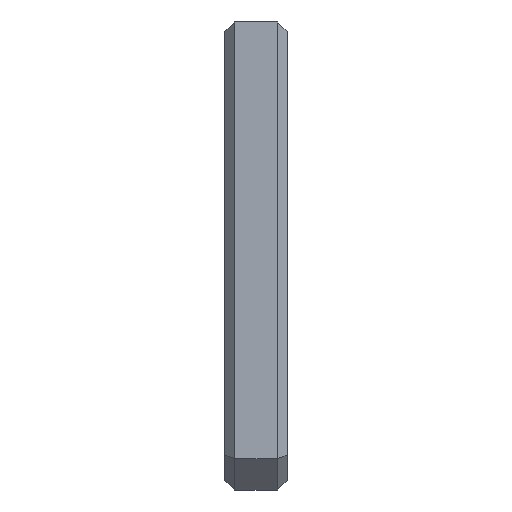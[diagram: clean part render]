
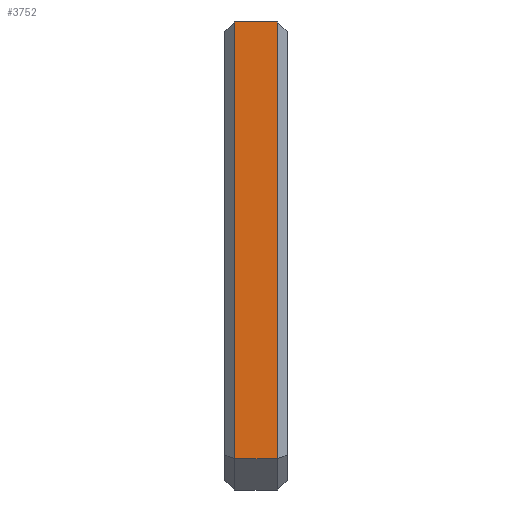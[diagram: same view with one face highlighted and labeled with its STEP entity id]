
A CAD part, left-side view. The second image highlights one B-rep face of the part: STEP entity #3752.
In plain terms, the highlighted planar face has unit normal (-1, 0, 0).
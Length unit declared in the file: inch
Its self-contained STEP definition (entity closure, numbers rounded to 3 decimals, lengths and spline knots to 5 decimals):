
#12 = ORIENTED_EDGE ( 'NONE', *, *, #4091, .F. ) ;
#339 = FACE_OUTER_BOUND ( 'NONE', #3899, .T. ) ;
#406 = LINE ( 'NONE', #2067, #2043 ) ;
#478 = LINE ( 'NONE', #2138, #919 ) ;
#514 = EDGE_CURVE ( 'NONE', #2609, #4523, #3735, .T. ) ;
#865 = CARTESIAN_POINT ( 'NONE',  ( -0.125, 0.01563, -0.325 ) ) ;
#872 = DIRECTION ( 'NONE',  ( 0., 0., -1. ) ) ;
#919 = VECTOR ( 'NONE', #3398, 39.37008 ) ;
#927 = DIRECTION ( 'NONE',  ( 1., 0., 0. ) ) ;
#1247 = DIRECTION ( 'NONE',  ( 0., -1., 0. ) ) ;
#1443 = CARTESIAN_POINT ( 'NONE',  ( -0.125, 0.1, -0.375 ) ) ;
#1682 = VERTEX_POINT ( 'NONE', #4767 ) ;
#1683 = DIRECTION ( 'NONE',  ( 0., 0., 1. ) ) ;
#1697 = AXIS2_PLACEMENT_3D ( 'NONE', #1443, #927, #3054 ) ;
#1777 = VECTOR ( 'NONE', #872, 39.37008 ) ;
#1918 = EDGE_CURVE ( 'NONE', #3487, #2609, #478, .T. ) ;
#2000 = PLANE ( 'NONE',  #1697 ) ;
#2043 = VECTOR ( 'NONE', #1247, 39.37008 ) ;
#2067 = CARTESIAN_POINT ( 'NONE',  ( -0.125, 0.1, 0.375 ) ) ;
#2138 = CARTESIAN_POINT ( 'NONE',  ( -0.125, 0.1, -0.325 ) ) ;
#2609 = VERTEX_POINT ( 'NONE', #865 ) ;
#2944 = LINE ( 'NONE', #4606, #1777 ) ;
#3054 = DIRECTION ( 'NONE',  ( 0., 0., -1. ) ) ;
#3112 = VECTOR ( 'NONE', #1683, 39.37008 ) ;
#3398 = DIRECTION ( 'NONE',  ( 0., -1., 0. ) ) ;
#3487 = VERTEX_POINT ( 'NONE', #4553 ) ;
#3632 = CARTESIAN_POINT ( 'NONE',  ( -0.125, 0.01563, 0.375 ) ) ;
#3735 = LINE ( 'NONE', #4172, #3112 ) ;
#3752 = ADVANCED_FACE ( 'NONE', ( #339 ), #2000, .F. ) ;
#3899 = EDGE_LOOP ( 'NONE', ( #5064, #4184, #12, #5002 ) ) ;
#4091 = EDGE_CURVE ( 'NONE', #1682, #4523, #406, .T. ) ;
#4122 = EDGE_CURVE ( 'NONE', #1682, #3487, #2944, .T. ) ;
#4172 = CARTESIAN_POINT ( 'NONE',  ( -0.125, 0.01563, -0.375 ) ) ;
#4184 = ORIENTED_EDGE ( 'NONE', *, *, #514, .T. ) ;
#4523 = VERTEX_POINT ( 'NONE', #3632 ) ;
#4553 = CARTESIAN_POINT ( 'NONE',  ( -0.125, 0.08437, -0.325 ) ) ;
#4606 = CARTESIAN_POINT ( 'NONE',  ( -0.125, 0.08437, -0.325 ) ) ;
#4767 = CARTESIAN_POINT ( 'NONE',  ( -0.125, 0.08437, 0.375 ) ) ;
#5002 = ORIENTED_EDGE ( 'NONE', *, *, #4122, .T. ) ;
#5064 = ORIENTED_EDGE ( 'NONE', *, *, #1918, .T. ) ;
